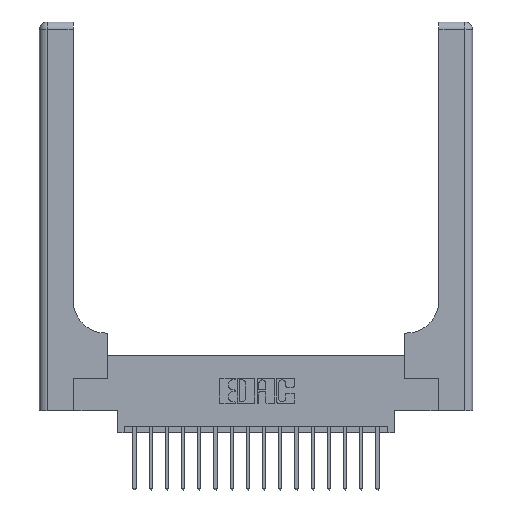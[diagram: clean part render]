
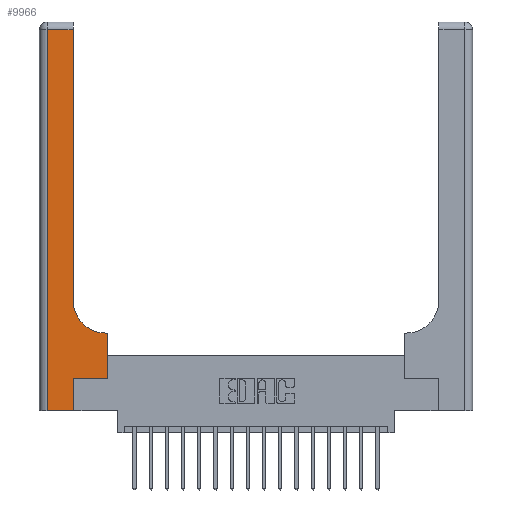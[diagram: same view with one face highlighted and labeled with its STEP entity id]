
A CAD part, top view. The second image highlights one B-rep face of the part: STEP entity #9966.
In plain terms, the highlighted planar face has unit normal (0, 0, 1).
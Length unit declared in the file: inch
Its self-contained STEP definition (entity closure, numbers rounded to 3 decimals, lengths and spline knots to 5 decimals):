
#840 = ORIENTED_EDGE ( 'NONE', *, *, #5165, .T. ) ;
#1078 = DIRECTION ( 'NONE',  ( 0., 1., 0. ) ) ;
#1382 = DIRECTION ( 'NONE',  ( 1., 0., 0. ) ) ;
#1482 = EDGE_CURVE ( 'NONE', #8296, #12828, #5812, .T. ) ;
#1484 = DIRECTION ( 'NONE',  ( 0., 0., -1. ) ) ;
#1531 = CIRCLE ( 'NONE', #6643, 0.25 ) ;
#1865 = CARTESIAN_POINT ( 'NONE',  ( 0.528, 0.6, 0.37 ) ) ;
#1871 = ORIENTED_EDGE ( 'NONE', *, *, #9927, .T. ) ;
#1923 = ORIENTED_EDGE ( 'NONE', *, *, #14479, .T. ) ;
#2089 = EDGE_CURVE ( 'NONE', #16562, #14759, #7495, .T. ) ;
#2493 = CARTESIAN_POINT ( 'NONE',  ( 0.528, 0.25, 0.37 ) ) ;
#2819 = VECTOR ( 'NONE', #11228, 39.37008 ) ;
#2902 = DIRECTION ( 'NONE',  ( -1., 0., 0. ) ) ;
#3244 = EDGE_CURVE ( 'NONE', #11743, #16562, #4393, .T. ) ;
#4393 = LINE ( 'NONE', #2493, #10744 ) ;
#4479 = FACE_OUTER_BOUND ( 'NONE', #17671, .T. ) ;
#4595 = CARTESIAN_POINT ( 'NONE',  ( 0.26, 2.94, 0.37 ) ) ;
#5024 = LINE ( 'NONE', #8125, #2819 ) ;
#5163 = EDGE_CURVE ( 'NONE', #19532, #7206, #5024, .T. ) ;
#5165 = EDGE_CURVE ( 'NONE', #7206, #11743, #14287, .T. ) ;
#5540 = VECTOR ( 'NONE', #18363, 39.37008 ) ;
#5695 = DIRECTION ( 'NONE',  ( 0., 1., 0. ) ) ;
#5696 = AXIS2_PLACEMENT_3D ( 'NONE', #19650, #1484, #7589 ) ;
#5720 = CARTESIAN_POINT ( 'NONE',  ( 0., 2.94, 0.37 ) ) ;
#5812 = LINE ( 'NONE', #5720, #10639 ) ;
#5908 = ORIENTED_EDGE ( 'NONE', *, *, #3244, .T. ) ;
#6210 = DIRECTION ( 'NONE',  ( 0., 0., -1. ) ) ;
#6354 = VECTOR ( 'NONE', #1382, 39.37008 ) ;
#6532 = ORIENTED_EDGE ( 'NONE', *, *, #10685, .T. ) ;
#6643 = AXIS2_PLACEMENT_3D ( 'NONE', #16203, #6210, #14705 ) ;
#7206 = VERTEX_POINT ( 'NONE', #11376 ) ;
#7390 = CARTESIAN_POINT ( 'NONE',  ( 0., 0., 0.37 ) ) ;
#7485 = PLANE ( 'NONE',  #5696 ) ;
#7495 = LINE ( 'NONE', #12094, #5540 ) ;
#7589 = DIRECTION ( 'NONE',  ( -1., 0., 0. ) ) ;
#7636 = CARTESIAN_POINT ( 'NONE',  ( 0.06, 2.94, 0.37 ) ) ;
#8125 = CARTESIAN_POINT ( 'NONE',  ( 0.265, 0., 0.37 ) ) ;
#8296 = VERTEX_POINT ( 'NONE', #4595 ) ;
#8676 = EDGE_CURVE ( 'NONE', #9522, #8296, #16335, .T. ) ;
#8685 = CARTESIAN_POINT ( 'NONE',  ( 0.51, 0.6, 0.37 ) ) ;
#8815 = CARTESIAN_POINT ( 'NONE',  ( 0.06, 3., 0.37 ) ) ;
#9086 = LINE ( 'NONE', #7390, #6354 ) ;
#9109 = LINE ( 'NONE', #8815, #18872 ) ;
#9522 = VERTEX_POINT ( 'NONE', #12410 ) ;
#9624 = CARTESIAN_POINT ( 'NONE',  ( 0.265, 0.25, 0.37 ) ) ;
#9927 = EDGE_CURVE ( 'NONE', #10768, #19532, #9086, .T. ) ;
#9954 = CARTESIAN_POINT ( 'NONE',  ( 0.265, 0., 0.37 ) ) ;
#9966 = ADVANCED_FACE ( 'NONE', ( #4479 ), #7485, .F. ) ;
#10639 = VECTOR ( 'NONE', #2902, 39.37008 ) ;
#10685 = EDGE_CURVE ( 'NONE', #14759, #9522, #1531, .T. ) ;
#10744 = VECTOR ( 'NONE', #5695, 39.37008 ) ;
#10768 = VERTEX_POINT ( 'NONE', #15362 ) ;
#11228 = DIRECTION ( 'NONE',  ( 0., 1., 0. ) ) ;
#11376 = CARTESIAN_POINT ( 'NONE',  ( 0.265, 0.25, 0.37 ) ) ;
#11597 = ORIENTED_EDGE ( 'NONE', *, *, #2089, .T. ) ;
#11743 = VERTEX_POINT ( 'NONE', #18779 ) ;
#12012 = ORIENTED_EDGE ( 'NONE', *, *, #1482, .T. ) ;
#12094 = CARTESIAN_POINT ( 'NONE',  ( 0.26, 0.6, 0.37 ) ) ;
#12362 = ORIENTED_EDGE ( 'NONE', *, *, #8676, .T. ) ;
#12410 = CARTESIAN_POINT ( 'NONE',  ( 0.26, 0.85, 0.37 ) ) ;
#12828 = VERTEX_POINT ( 'NONE', #7636 ) ;
#13887 = DIRECTION ( 'NONE',  ( 1., 0., 0. ) ) ;
#13970 = VECTOR ( 'NONE', #13887, 39.37008 ) ;
#14287 = LINE ( 'NONE', #9624, #13970 ) ;
#14479 = EDGE_CURVE ( 'NONE', #12828, #10768, #9109, .T. ) ;
#14574 = ORIENTED_EDGE ( 'NONE', *, *, #5163, .T. ) ;
#14705 = DIRECTION ( 'NONE',  ( 1., 0., 0. ) ) ;
#14759 = VERTEX_POINT ( 'NONE', #8685 ) ;
#15172 = DIRECTION ( 'NONE',  ( 0., -1., 0. ) ) ;
#15362 = CARTESIAN_POINT ( 'NONE',  ( 0.06, 0., 0.37 ) ) ;
#16203 = CARTESIAN_POINT ( 'NONE',  ( 0.51, 0.85, 0.37 ) ) ;
#16335 = LINE ( 'NONE', #19543, #19464 ) ;
#16562 = VERTEX_POINT ( 'NONE', #1865 ) ;
#17671 = EDGE_LOOP ( 'NONE', ( #12362, #12012, #1923, #1871, #14574, #840, #5908, #11597, #6532 ) ) ;
#18363 = DIRECTION ( 'NONE',  ( -1., 0., 0. ) ) ;
#18779 = CARTESIAN_POINT ( 'NONE',  ( 0.528, 0.25, 0.37 ) ) ;
#18872 = VECTOR ( 'NONE', #15172, 39.37008 ) ;
#19464 = VECTOR ( 'NONE', #1078, 39.37008 ) ;
#19532 = VERTEX_POINT ( 'NONE', #9954 ) ;
#19543 = CARTESIAN_POINT ( 'NONE',  ( 0.26, 3., 0.37 ) ) ;
#19650 = CARTESIAN_POINT ( 'NONE',  ( 0., 3., 0.37 ) ) ;
